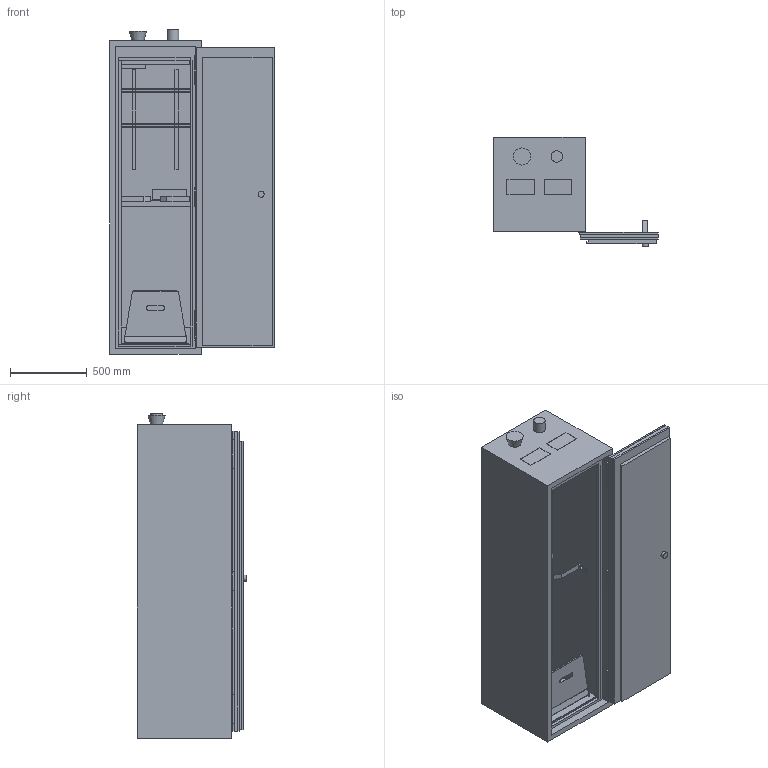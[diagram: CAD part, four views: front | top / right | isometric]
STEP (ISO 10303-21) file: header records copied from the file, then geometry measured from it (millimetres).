
FILE_DESCRIPTION(/* description */ (''),/* implementation_level */ '2;1');
FILE_NAME(/* name */ 'G90.205.060.2F_30679-001-30682_OD.stp',/* time_stamp */ '2017-03-22T13:36:06+01:00',/* author */ ('pproduktmanagement'),/* organization */ (''),/* preprocessor_version */ 'ST-DEVELOPER v16.5',/* originating_system */ 'Autodesk Inventor 2017',/* authorisation */ '');
FILE_SCHEMA (('AUTOMOTIVE_DESIGN { 1 0 10303 214 3 1 1 }'));
Length unit declared in the file: millimetre
Products named in the file (2): G90.205.060.2FR_empty cabinet; G90.205.060.2F_30679-001-30682_OD
Assembly tree (1 placements, depth 2):
  G90.205.060.2FR_empty cabinet
    G90.205.060.2F_30679-001-30682_OD
Bounding box: 1075.36 x 713.95 x 2121.25 mm (x, y, z)
Volume: 375117846.5 mm3; surface area: 11755322.1 mm2
Topology: 12 solids, 16 shells, 844 faces, 2105 edges, 1383 vertices
Faces by surface type: plane 658, bspline 135, cylinder 50, cone 1
Full cylindrical faces by diameter (mm): 5 x4, 8 x4, 24 x4, 33.8 x1, 37.8 x1, 40 x2, 45 x3, 75 x1
Entity records: 26623 total; most frequent: CARTESIAN_POINT 6453, ORIENTED_EDGE 4182, DIRECTION 3343, EDGE_CURVE 2087, LINE 1715, VECTOR 1715, VERTEX_POINT 1382, EDGE_LOOP 963
